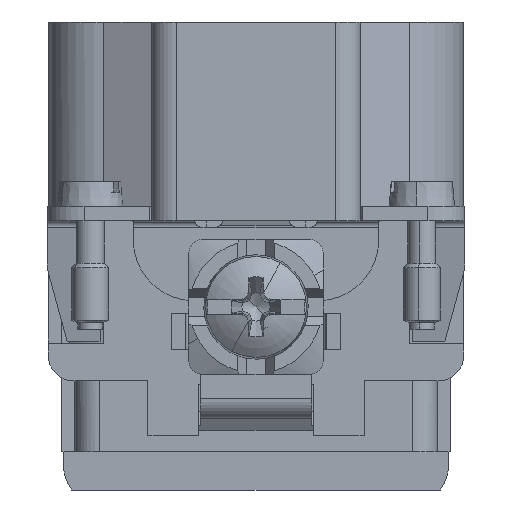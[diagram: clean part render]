
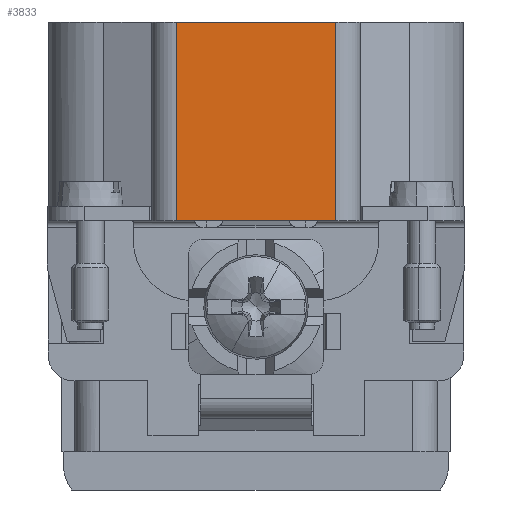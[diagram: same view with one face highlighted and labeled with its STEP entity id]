
A CAD part, front view. The second image highlights one B-rep face of the part: STEP entity #3833.
In plain terms, the highlighted planar face has unit normal (0, -1, 0).
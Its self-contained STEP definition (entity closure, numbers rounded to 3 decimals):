
#3806=AXIS2_PLACEMENT_3D('Plane Axis2P3D',#3803,#3804,#3805) ;
#3781=CARTESIAN_POINT('Vertex',(10.5,1.2,21.9)) ;
#3784=CARTESIAN_POINT('Line Origine',(10.5,1.2,30.)) ;
#3788=CARTESIAN_POINT('Vertex',(10.5,1.2,38.1)) ;
#3803=CARTESIAN_POINT('Axis2P3D Location',(0.1,1.2,23.6)) ;
#3808=CARTESIAN_POINT('Line Origine',(17.,1.2,38.1)) ;
#3812=CARTESIAN_POINT('Vertex',(23.5,1.2,38.1)) ;
#3815=CARTESIAN_POINT('Line Origine',(17.,1.2,21.9)) ;
#3819=CARTESIAN_POINT('Vertex',(23.5,1.2,21.9)) ;
#3822=CARTESIAN_POINT('Line Origine',(23.5,1.2,30.)) ;
#3785=DIRECTION('Vector Direction',(0.,0.,1.)) ;
#3804=DIRECTION('Axis2P3D Direction',(0.,-1.,0.)) ;
#3805=DIRECTION('Axis2P3D XDirection',(1.,0.,0.)) ;
#3809=DIRECTION('Vector Direction',(1.,0.,0.)) ;
#3816=DIRECTION('Vector Direction',(1.,0.,0.)) ;
#3823=DIRECTION('Vector Direction',(0.,0.,-1.)) ;
#3786=VECTOR('Line Direction',#3785,1.) ;
#3810=VECTOR('Line Direction',#3809,1.) ;
#3817=VECTOR('Line Direction',#3816,1.) ;
#3824=VECTOR('Line Direction',#3823,1.) ;
#3828=ORIENTED_EDGE('',*,*,#3814,.F.) ;
#3829=ORIENTED_EDGE('',*,*,#3790,.T.) ;
#3830=ORIENTED_EDGE('',*,*,#3821,.T.) ;
#3831=ORIENTED_EDGE('',*,*,#3826,.F.) ;
#3833=ADVANCED_FACE('HDC S6 36 MC',(#3832),#3807,.T.) ;
#3790=EDGE_CURVE('',#3789,#3782,#3787,.F.) ;
#3814=EDGE_CURVE('',#3789,#3813,#3811,.T.) ;
#3821=EDGE_CURVE('',#3782,#3820,#3818,.T.) ;
#3826=EDGE_CURVE('',#3813,#3820,#3825,.T.) ;
#3827=EDGE_LOOP('',(#3828,#3829,#3830,#3831)) ;
#3832=FACE_OUTER_BOUND('',#3827,.T.) ;
#3787=LINE('Line',#3784,#3786) ;
#3811=LINE('Line',#3808,#3810) ;
#3818=LINE('Line',#3815,#3817) ;
#3825=LINE('Line',#3822,#3824) ;
#3807=PLANE('',#3806) ;
#3782=VERTEX_POINT('',#3781) ;
#3789=VERTEX_POINT('',#3788) ;
#3813=VERTEX_POINT('',#3812) ;
#3820=VERTEX_POINT('',#3819) ;
